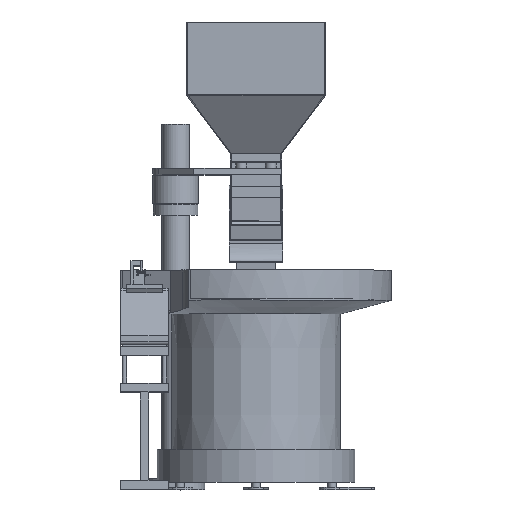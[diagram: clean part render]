
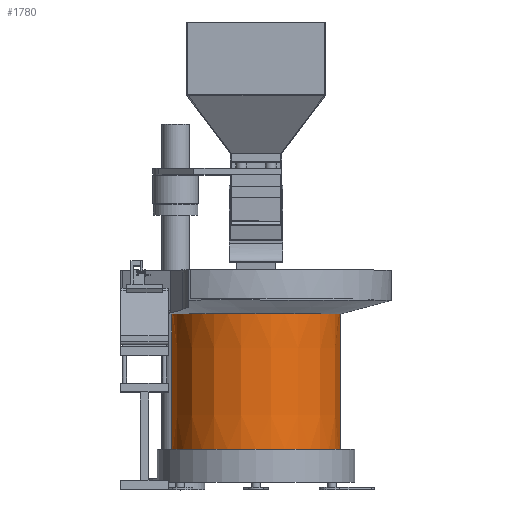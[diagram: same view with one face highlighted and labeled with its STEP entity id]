
A CAD part, top view. The second image highlights one B-rep face of the part: STEP entity #1780.
In plain terms, the highlighted conical face has half-angle 0.015 degrees and reference radius 114.942 mm.
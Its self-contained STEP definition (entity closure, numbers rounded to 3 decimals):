
#206 = DIRECTION ( 'NONE',  ( 1., 0., 0. ) ) ;
#305 = DIRECTION ( 'NONE',  ( 0., -1., 0. ) ) ;
#1448 = CARTESIAN_POINT ( 'NONE',  ( 115., 230., 0. ) ) ;
#1570 = CIRCLE ( 'NONE', #13230, 114.989 ) ;
#1780 = ADVANCED_FACE ( 'NONE', ( #9256 ), #6384, .T. ) ;
#2446 = VERTEX_POINT ( 'NONE', #14674 ) ;
#3212 = DIRECTION ( 'NONE',  ( 1., 0., 0. ) ) ;
#3879 = EDGE_CURVE ( 'NONE', #2446, #15381, #6486, .T. ) ;
#4238 = EDGE_LOOP ( 'NONE', ( #15649, #6740, #10834, #8741 ) ) ;
#4606 = EDGE_CURVE ( 'NONE', #11942, #2446, #10340, .T. ) ;
#5107 = CARTESIAN_POINT ( 'NONE',  ( 0.058, 230.029, 0. ) ) ;
#5272 = DIRECTION ( 'NONE',  ( 1., 0., 0. ) ) ;
#5518 = CARTESIAN_POINT ( 'NONE',  ( 0.058, 230.029, 0. ) ) ;
#5734 = CARTESIAN_POINT ( 'NONE',  ( 0.011, 45.029, 0. ) ) ;
#5795 = DIRECTION ( 'NONE',  ( 0., -1., 0. ) ) ;
#6092 = CARTESIAN_POINT ( 'NONE',  ( -114.977, 45.058, 0. ) ) ;
#6384 = CONICAL_SURFACE ( 'NONE', #11741, 114.942, 0. ) ;
#6486 = LINE ( 'NONE', #6543, #8113 ) ;
#6543 = CARTESIAN_POINT ( 'NONE',  ( -114.884, 230.058, 0. ) ) ;
#6740 = ORIENTED_EDGE ( 'NONE', *, *, #3879, .T. ) ;
#8113 = VECTOR ( 'NONE', #10543, 1000. ) ;
#8386 = VECTOR ( 'NONE', #12908, 1000. ) ;
#8741 = ORIENTED_EDGE ( 'NONE', *, *, #14570, .F. ) ;
#8760 = CARTESIAN_POINT ( 'NONE',  ( 115., 45., 0. ) ) ;
#9256 = FACE_OUTER_BOUND ( 'NONE', #4238, .T. ) ;
#9853 = VERTEX_POINT ( 'NONE', #8760 ) ;
#10340 = CIRCLE ( 'NONE', #10817, 114.942 ) ;
#10460 = DIRECTION ( 'NONE',  ( 0., -1., 0. ) ) ;
#10543 = DIRECTION ( 'NONE',  ( -0.001, -1., 0. ) ) ;
#10817 = AXIS2_PLACEMENT_3D ( 'NONE', #5107, #10460, #5272 ) ;
#10834 = ORIENTED_EDGE ( 'NONE', *, *, #13764, .F. ) ;
#11741 = AXIS2_PLACEMENT_3D ( 'NONE', #5518, #305, #206 ) ;
#11942 = VERTEX_POINT ( 'NONE', #1448 ) ;
#12908 = DIRECTION ( 'NONE',  ( 0., -1., 0. ) ) ;
#13230 = AXIS2_PLACEMENT_3D ( 'NONE', #5734, #5795, #3212 ) ;
#13764 = EDGE_CURVE ( 'NONE', #9853, #15381, #1570, .T. ) ;
#14166 = LINE ( 'NONE', #14901, #8386 ) ;
#14570 = EDGE_CURVE ( 'NONE', #11942, #9853, #14166, .T. ) ;
#14674 = CARTESIAN_POINT ( 'NONE',  ( -114.884, 230.058, 0. ) ) ;
#14901 = CARTESIAN_POINT ( 'NONE',  ( 115., 230., 0. ) ) ;
#15381 = VERTEX_POINT ( 'NONE', #6092 ) ;
#15649 = ORIENTED_EDGE ( 'NONE', *, *, #4606, .T. ) ;
